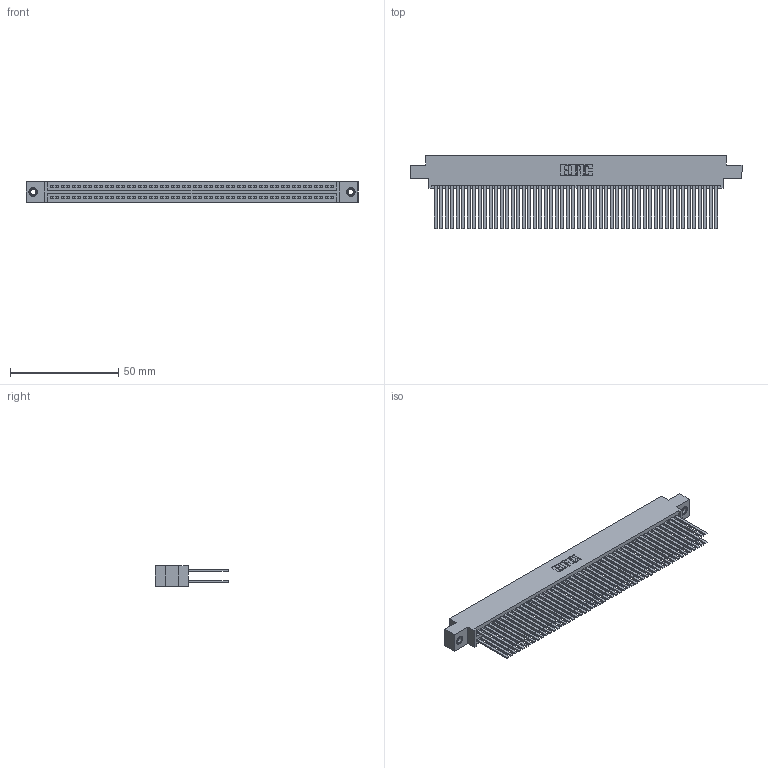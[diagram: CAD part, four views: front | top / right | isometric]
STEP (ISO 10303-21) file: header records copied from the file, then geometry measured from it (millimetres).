
FILE_DESCRIPTION (( 'STEP AP203' ), '1' );
FILE_NAME ('395-104-544-807.STEP', '2019-10-26T21:36:19', ( '' ), ( '' ), 'SwSTEP 2.0', 'SolidWorks 2016', '' );
FILE_SCHEMA (( 'CONFIG_CONTROL_DESIGN' ));
Length unit declared in the file: inch
Products named in the file (4): 345-292-001_345-293-144; 345-250-001_345-250-005-103; 395-104-544-807; 345 Part_0.170 Offset - 0.156 Dia-TI
Assembly tree (107 placements, depth 2):
  395-104-544-807
    345 Part_0.170 Offset - 0.156 Dia-TI
    345-292-001_345-293-144  x104
    345-250-001_345-250-005-103  x2
Bounding box: 153.29 x 33.96 x 9.4 mm (x, y, z)
Volume: 16314.5 mm3; surface area: 28753.5 mm2
Topology: 107 solids, 107 shells, 4766 faces, 14113 edges, 9262 vertices
Faces by surface type: plane 3132, cylinder 1618, cone 12, torus 4
Entity records: 40588 total; most frequent: CARTESIAN_POINT 6775, ORIENTED_EDGE 6702, DIRECTION 5985, EDGE_CURVE 3351, VECTOR 2995, LINE 2995, VERTEX_POINT 2228, AXIS2_PLACEMENT_3D 1495
